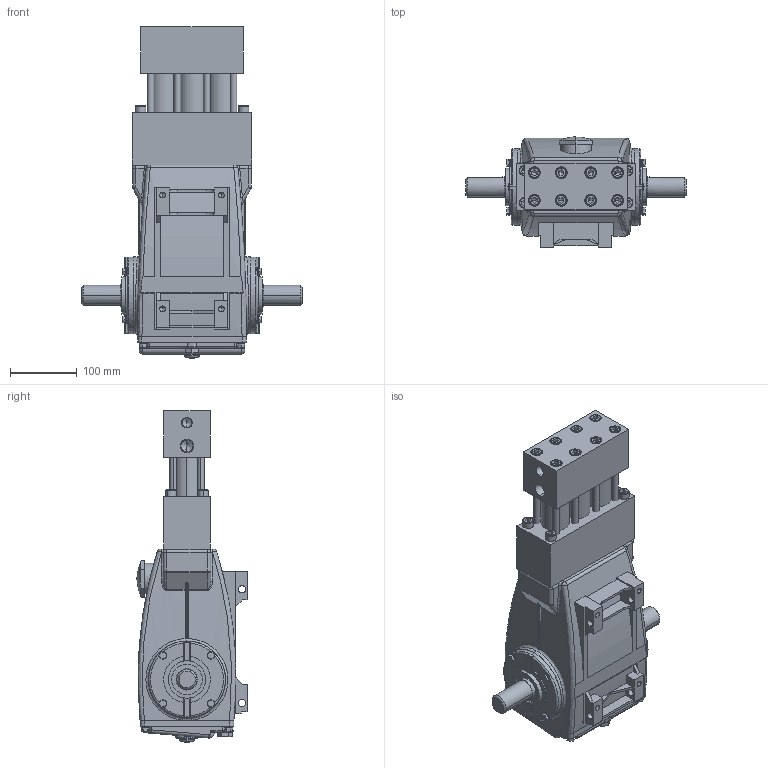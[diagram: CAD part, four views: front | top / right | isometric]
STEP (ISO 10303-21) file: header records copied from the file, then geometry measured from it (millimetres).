
FILE_DESCRIPTION (( 'STEP AP214' ), '1' );
FILE_NAME ('1810.STEP', '2009-05-15T18:04:52', ( 'Mary Jo Helmbrecht' ), ( 'DDC' ), 'SwSTEP 2.0', 'SolidWorks 2009', '' );
FILE_SCHEMA (( 'AUTOMOTIVE_DESIGN' ));
Length unit declared in the file: inch
Products named in the file (5): 15frame_drive_end; 31695_B18.3.1M - 10 x 1.5 x 100 Hex SHCS -- 32NHX; 10K-HEAD; 31692_B18.3.1M - 10 x 1.5 x 140 Hex SHCS -- 32NHX; 1810
Assembly tree (14 placements, depth 2):
  1810
    31692_B18.3.1M - 10 x 1.5 x 140 Hex SHCS -- 32NHX  x8
    15frame_drive_end
    31695_B18.3.1M - 10 x 1.5 x 100 Hex SHCS -- 32NHX  x4
    10K-HEAD
Bounding box: 329.95 x 164.93 x 496.13 mm (x, y, z)
Volume: 8358450 mm3; surface area: 486878.2 mm2
Topology: 14 solids, 14 shells, 1147 faces, 2694 edges, 1589 vertices
Faces by surface type: plane 601, cylinder 312, cone 115, torus 60, bspline 38, sphere 21
Entity records: 35802 total; most frequent: CARTESIAN_POINT 8729, DIRECTION 4480, ORIENTED_EDGE 4120, EDGE_CURVE 2060, AXIS2_PLACEMENT_3D 1707, VERTEX_POINT 1257, VECTOR 1066, LINE 1066
